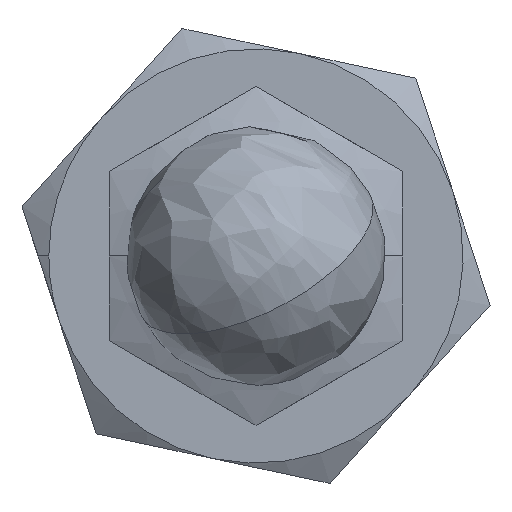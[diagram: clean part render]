
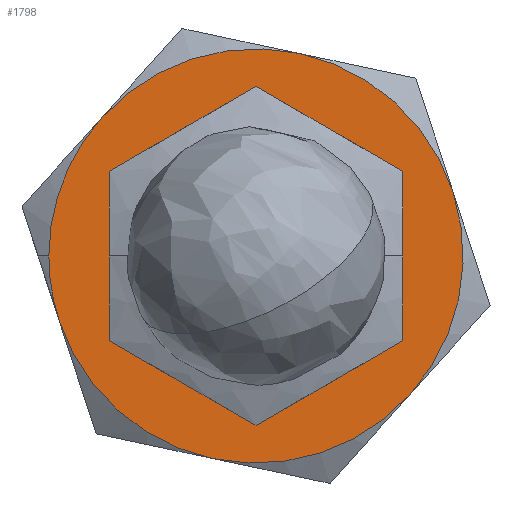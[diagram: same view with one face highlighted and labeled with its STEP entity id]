
A CAD part, front view. The second image highlights one B-rep face of the part: STEP entity #1798.
In plain terms, the highlighted planar face has unit normal (0, -1, 0).
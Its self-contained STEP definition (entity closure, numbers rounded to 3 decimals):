
#20 = CARTESIAN_POINT ( 'NONE',  ( 0., 33.818, 0. ) ) ;
#41 = CARTESIAN_POINT ( 'NONE',  ( 0., 33.818, 8. ) ) ;
#146 = DIRECTION ( 'NONE',  ( -1., 0., 0. ) ) ;
#153 = DIRECTION ( 'NONE',  ( 0., 1., 0. ) ) ;
#158 = CARTESIAN_POINT ( 'NONE',  ( -11.41, 33.818, -3.716 ) ) ;
#182 = DIRECTION ( 'NONE',  ( 0., 0., -1. ) ) ;
#193 = CIRCLE ( 'NONE', #1027, 12. ) ;
#258 = DIRECTION ( 'NONE',  ( -1., 0., 0. ) ) ;
#281 = DIRECTION ( 'NONE',  ( 0., 1., 0. ) ) ;
#297 = CIRCLE ( 'NONE', #1345, 12. ) ;
#367 = DIRECTION ( 'NONE',  ( 0., -1., 0. ) ) ;
#388 = PLANE ( 'NONE',  #2109 ) ;
#403 = CARTESIAN_POINT ( 'NONE',  ( -12., 33.818, 0. ) ) ;
#472 = CIRCLE ( 'NONE', #2860, 8. ) ;
#572 = CARTESIAN_POINT ( 'NONE',  ( 0., 33.818, 0. ) ) ;
#616 = EDGE_CURVE ( 'NONE', #1458, #2528, #1480, .T. ) ;
#647 = EDGE_LOOP ( 'NONE', ( #1589, #819, #2801, #1830, #1886, #900, #1831 ) ) ;
#655 = DIRECTION ( 'NONE',  ( 0., 1., 0. ) ) ;
#740 = DIRECTION ( 'NONE',  ( 0., 1., 0. ) ) ;
#753 = EDGE_CURVE ( 'NONE', #1248, #1445, #2266, .T. ) ;
#768 = ORIENTED_EDGE ( 'NONE', *, *, #1325, .F. ) ;
#792 = DIRECTION ( 'NONE',  ( -1., 0., 0. ) ) ;
#819 = ORIENTED_EDGE ( 'NONE', *, *, #2879, .F. ) ;
#834 = ORIENTED_EDGE ( 'NONE', *, *, #2467, .F. ) ;
#900 = ORIENTED_EDGE ( 'NONE', *, *, #1443, .F. ) ;
#977 = CARTESIAN_POINT ( 'NONE',  ( -2.487, 33.818, -11.739 ) ) ;
#1002 = AXIS2_PLACEMENT_3D ( 'NONE', #1970, #655, #2189 ) ;
#1027 = AXIS2_PLACEMENT_3D ( 'NONE', #1634, #281, #1842 ) ;
#1035 = CIRCLE ( 'NONE', #2022, 12. ) ;
#1248 = VERTEX_POINT ( 'NONE', #977 ) ;
#1270 = VERTEX_POINT ( 'NONE', #2293 ) ;
#1301 = CARTESIAN_POINT ( 'NONE',  ( 0., 33.818, 0. ) ) ;
#1325 = EDGE_CURVE ( 'NONE', #2771, #2468, #472, .T. ) ;
#1345 = AXIS2_PLACEMENT_3D ( 'NONE', #2058, #740, #2280 ) ;
#1406 = AXIS2_PLACEMENT_3D ( 'NONE', #20, #1611, #258 ) ;
#1419 = EDGE_CURVE ( 'NONE', #1445, #2665, #2526, .T. ) ;
#1443 = EDGE_CURVE ( 'NONE', #2665, #2260, #2144, .T. ) ;
#1445 = VERTEX_POINT ( 'NONE', #158 ) ;
#1458 = VERTEX_POINT ( 'NONE', #1739 ) ;
#1480 = CIRCLE ( 'NONE', #1002, 12. ) ;
#1511 = DIRECTION ( 'NONE',  ( 0., 1., 0. ) ) ;
#1516 = CARTESIAN_POINT ( 'NONE',  ( -4.29, 33.818, 13.175 ) ) ;
#1521 = DIRECTION ( 'NONE',  ( -1., 0., 0. ) ) ;
#1537 = DIRECTION ( 'NONE',  ( 0., -1., 0. ) ) ;
#1589 = ORIENTED_EDGE ( 'NONE', *, *, #753, .F. ) ;
#1611 = DIRECTION ( 'NONE',  ( 0., 1., 0. ) ) ;
#1634 = CARTESIAN_POINT ( 'NONE',  ( 0., 33.818, 0. ) ) ;
#1704 = CARTESIAN_POINT ( 'NONE',  ( 0., 33.818, 0. ) ) ;
#1737 = DIRECTION ( 'NONE',  ( 0., 0., 1. ) ) ;
#1739 = CARTESIAN_POINT ( 'NONE',  ( 2.487, 33.818, 11.739 ) ) ;
#1798 = ADVANCED_FACE ( 'NONE', ( #2024, #1939 ), #388, .F. ) ;
#1830 = ORIENTED_EDGE ( 'NONE', *, *, #616, .F. ) ;
#1831 = ORIENTED_EDGE ( 'NONE', *, *, #1419, .F. ) ;
#1842 = DIRECTION ( 'NONE',  ( -1., 0., 0. ) ) ;
#1886 = ORIENTED_EDGE ( 'NONE', *, *, #2743, .F. ) ;
#1911 = DIRECTION ( 'NONE',  ( 0., 0., -1. ) ) ;
#1939 = FACE_OUTER_BOUND ( 'NONE', #647, .T. ) ;
#1970 = CARTESIAN_POINT ( 'NONE',  ( 0., 33.818, 0. ) ) ;
#2022 = AXIS2_PLACEMENT_3D ( 'NONE', #572, #2119, #792 ) ;
#2024 = FACE_BOUND ( 'NONE', #2339, .T. ) ;
#2058 = CARTESIAN_POINT ( 'NONE',  ( 0., 33.818, 0. ) ) ;
#2069 = AXIS2_PLACEMENT_3D ( 'NONE', #2815, #1511, #146 ) ;
#2109 = AXIS2_PLACEMENT_3D ( 'NONE', #1516, #153, #1737 ) ;
#2119 = DIRECTION ( 'NONE',  ( 0., 1., 0. ) ) ;
#2136 = EDGE_CURVE ( 'NONE', #2528, #1270, #193, .T. ) ;
#2144 = CIRCLE ( 'NONE', #2356, 12. ) ;
#2155 = CIRCLE ( 'NONE', #2289, 8. ) ;
#2189 = DIRECTION ( 'NONE',  ( -1., 0., 0. ) ) ;
#2260 = VERTEX_POINT ( 'NONE', #2317 ) ;
#2266 = CIRCLE ( 'NONE', #1406, 12. ) ;
#2280 = DIRECTION ( 'NONE',  ( -1., 0., 0. ) ) ;
#2289 = AXIS2_PLACEMENT_3D ( 'NONE', #2843, #1537, #182 ) ;
#2293 = CARTESIAN_POINT ( 'NONE',  ( 8.923, 33.818, -8.024 ) ) ;
#2317 = CARTESIAN_POINT ( 'NONE',  ( -8.923, 33.818, 8.024 ) ) ;
#2339 = EDGE_LOOP ( 'NONE', ( #834, #768 ) ) ;
#2356 = AXIS2_PLACEMENT_3D ( 'NONE', #1301, #2824, #1521 ) ;
#2467 = EDGE_CURVE ( 'NONE', #2468, #2771, #2155, .T. ) ;
#2468 = VERTEX_POINT ( 'NONE', #2631 ) ;
#2526 = CIRCLE ( 'NONE', #2069, 12. ) ;
#2528 = VERTEX_POINT ( 'NONE', #2858 ) ;
#2631 = CARTESIAN_POINT ( 'NONE',  ( 0., 33.818, -8. ) ) ;
#2665 = VERTEX_POINT ( 'NONE', #403 ) ;
#2743 = EDGE_CURVE ( 'NONE', #2260, #1458, #297, .T. ) ;
#2771 = VERTEX_POINT ( 'NONE', #41 ) ;
#2801 = ORIENTED_EDGE ( 'NONE', *, *, #2136, .F. ) ;
#2815 = CARTESIAN_POINT ( 'NONE',  ( 0., 33.818, 0. ) ) ;
#2824 = DIRECTION ( 'NONE',  ( 0., 1., 0. ) ) ;
#2843 = CARTESIAN_POINT ( 'NONE',  ( 0., 33.818, 0. ) ) ;
#2858 = CARTESIAN_POINT ( 'NONE',  ( 11.41, 33.818, 3.716 ) ) ;
#2860 = AXIS2_PLACEMENT_3D ( 'NONE', #1704, #367, #1911 ) ;
#2879 = EDGE_CURVE ( 'NONE', #1270, #1248, #1035, .T. ) ;
